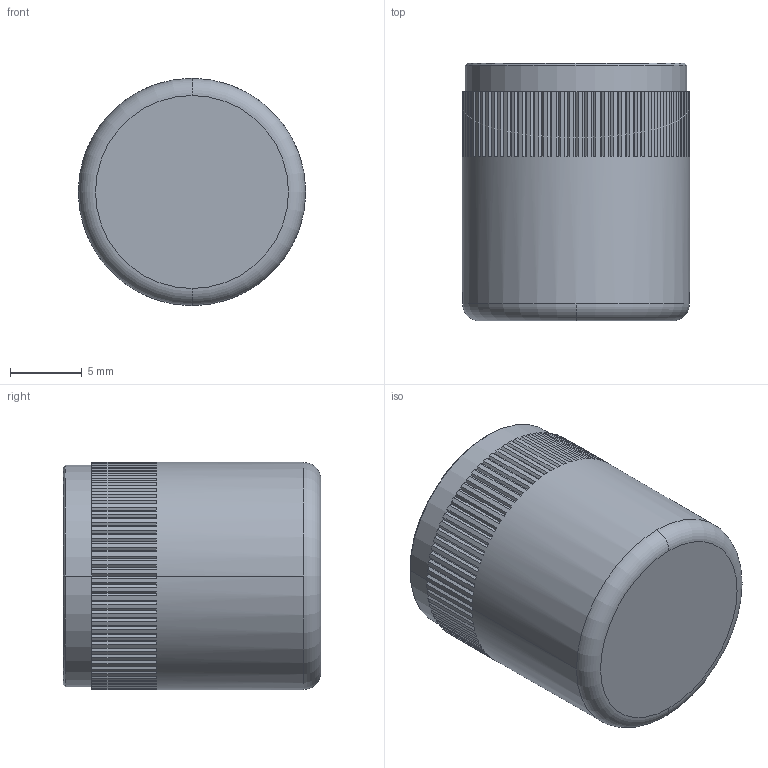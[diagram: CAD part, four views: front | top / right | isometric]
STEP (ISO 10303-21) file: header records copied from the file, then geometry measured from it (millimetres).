
FILE_DESCRIPTION(('STEP AP214'),'1');
FILE_NAME('HALDERN_EH_2B150_1142.stp','2017-07-04T08:57:38',('TraceParts'),('TraceParts S.A.'),'Spatial InterOp 3D',' ',' ');
FILE_SCHEMA(('automotive_design'));
Length unit declared in the file: millimetre
Products named in the file (3): HALDERN_EH_2B150_1142_1; HALDERN_EH_2B150_1142_2; HALDERN_EH_2B150_1142_3
Bounding box: 15.88 x 18.01 x 15.88 mm (x, y, z)
Volume: 2086.4 mm3; surface area: 2899.1 mm2
Topology: 3 solids, 3 shells, 280 faces, 801 edges, 533 vertices
Faces by surface type: plane 252, cylinder 20, cone 6, torus 2
Entity records: 11450 total; most frequent: CARTESIAN_POINT 1617, ORIENTED_EDGE 1602, DIRECTION 1582, EDGE_CURVE 801, LINE 586, VECTOR 586, VERTEX_POINT 533, AXIS2_PLACEMENT_3D 498
